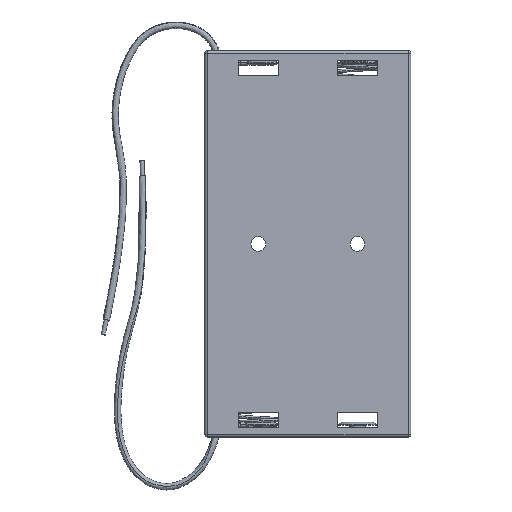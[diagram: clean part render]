
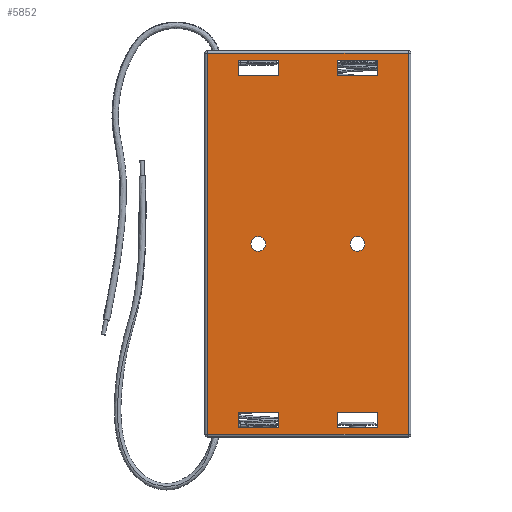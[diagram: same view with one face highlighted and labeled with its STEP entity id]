
A CAD part, front view. The second image highlights one B-rep face of the part: STEP entity #5852.
In plain terms, the highlighted planar face has unit normal (0, -1, 0).
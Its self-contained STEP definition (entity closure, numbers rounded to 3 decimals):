
#88=FACE_BOUND('',#876,.T.);
#89=FACE_BOUND('',#877,.T.);
#90=FACE_BOUND('',#878,.T.);
#91=FACE_BOUND('',#879,.T.);
#92=FACE_BOUND('',#880,.T.);
#93=FACE_BOUND('',#881,.T.);
#204=PLANE('',#6444);
#526=FACE_OUTER_BOUND('',#875,.T.);
#875=EDGE_LOOP('',(#5206,#5207,#5208,#5209));
#876=EDGE_LOOP('',(#5210,#5211,#5212,#5213));
#877=EDGE_LOOP('',(#5214));
#878=EDGE_LOOP('',(#5215,#5216,#5217,#5218));
#879=EDGE_LOOP('',(#5219,#5220,#5221,#5222));
#880=EDGE_LOOP('',(#5223));
#881=EDGE_LOOP('',(#5224,#5225,#5226,#5227));
#1046=CIRCLE('',#6166,1.45);
#1166=CIRCLE('',#6384,1.45);
#1488=LINE('',#13342,#1943);
#1508=LINE('',#13410,#1963);
#1511=LINE('',#13416,#1966);
#1514=LINE('',#13422,#1969);
#1517=LINE('',#13428,#1972);
#1534=LINE('',#13490,#1989);
#1535=LINE('',#13492,#1990);
#1606=LINE('',#18349,#2061);
#1611=LINE('',#18357,#2066);
#1670=LINE('',#19321,#2125);
#1678=LINE('',#19339,#2133);
#1708=LINE('',#19875,#2163);
#1711=LINE('',#19884,#2166);
#1712=LINE('',#19888,#2167);
#1716=LINE('',#19897,#2171);
#1735=LINE('',#19961,#2190);
#1737=LINE('',#19964,#2192);
#1739=LINE('',#19967,#2194);
#1741=LINE('',#19970,#2196);
#1742=LINE('',#19971,#2197);
#1943=VECTOR('',#7057,1000.);
#1963=VECTOR('',#7103,1000.);
#1966=VECTOR('',#7108,1000.);
#1969=VECTOR('',#7113,1000.);
#1972=VECTOR('',#7118,1000.);
#1989=VECTOR('',#7191,1000.);
#1990=VECTOR('',#7194,1000.);
#2061=VECTOR('',#7519,1000.);
#2066=VECTOR('',#7524,1000.);
#2125=VECTOR('',#7743,1000.);
#2133=VECTOR('',#7755,1000.);
#2163=VECTOR('',#7891,1000.);
#2166=VECTOR('',#7900,1000.);
#2167=VECTOR('',#7903,1000.);
#2171=VECTOR('',#7909,1000.);
#2190=VECTOR('',#7988,1000.);
#2192=VECTOR('',#7992,1000.);
#2194=VECTOR('',#7996,1000.);
#2196=VECTOR('',#8000,1000.);
#2197=VECTOR('',#8001,1000.);
#2449=VERTEX_POINT('',#13339);
#2450=VERTEX_POINT('',#13341);
#2476=VERTEX_POINT('',#13408);
#2477=VERTEX_POINT('',#13409);
#2478=VERTEX_POINT('',#13414);
#2479=VERTEX_POINT('',#13415);
#2480=VERTEX_POINT('',#13420);
#2481=VERTEX_POINT('',#13421);
#2482=VERTEX_POINT('',#13426);
#2483=VERTEX_POINT('',#13427);
#2509=VERTEX_POINT('',#13530);
#2613=VERTEX_POINT('',#18346);
#2614=VERTEX_POINT('',#18348);
#2685=VERTEX_POINT('',#19318);
#2686=VERTEX_POINT('',#19320);
#2716=VERTEX_POINT('',#19818);
#2735=VERTEX_POINT('',#19874);
#2738=VERTEX_POINT('',#19882);
#2739=VERTEX_POINT('',#19886);
#2740=VERTEX_POINT('',#19887);
#2743=VERTEX_POINT('',#19895);
#2744=VERTEX_POINT('',#19896);
#3108=EDGE_CURVE('',#2450,#2449,#1488,.T.);
#3138=EDGE_CURVE('',#2476,#2477,#1508,.T.);
#3141=EDGE_CURVE('',#2478,#2479,#1511,.T.);
#3144=EDGE_CURVE('',#2480,#2481,#1514,.T.);
#3147=EDGE_CURVE('',#2482,#2483,#1517,.T.);
#3179=EDGE_CURVE('',#2483,#2480,#1534,.T.);
#3180=EDGE_CURVE('',#2479,#2476,#1535,.T.);
#3199=EDGE_CURVE('',#2509,#2509,#1046,.T.);
#3363=EDGE_CURVE('',#2613,#2614,#1606,.T.);
#3368=EDGE_CURVE('',#2477,#2478,#1611,.T.);
#3478=EDGE_CURVE('',#2685,#2686,#1670,.T.);
#3488=EDGE_CURVE('',#2481,#2482,#1678,.T.);
#3525=EDGE_CURVE('',#2716,#2716,#1166,.T.);
#3552=EDGE_CURVE('',#2735,#2450,#1708,.T.);
#3557=EDGE_CURVE('',#2449,#2738,#1711,.T.);
#3558=EDGE_CURVE('',#2739,#2740,#1712,.T.);
#3562=EDGE_CURVE('',#2743,#2744,#1716,.T.);
#3595=EDGE_CURVE('',#2686,#2743,#1735,.T.);
#3597=EDGE_CURVE('',#2744,#2685,#1737,.T.);
#3599=EDGE_CURVE('',#2614,#2739,#1739,.T.);
#3601=EDGE_CURVE('',#2738,#2735,#1741,.T.);
#3602=EDGE_CURVE('',#2740,#2613,#1742,.T.);
#5206=ORIENTED_EDGE('',*,*,#3557,.T.);
#5207=ORIENTED_EDGE('',*,*,#3601,.T.);
#5208=ORIENTED_EDGE('',*,*,#3552,.T.);
#5209=ORIENTED_EDGE('',*,*,#3108,.T.);
#5210=ORIENTED_EDGE('',*,*,#3147,.F.);
#5211=ORIENTED_EDGE('',*,*,#3488,.F.);
#5212=ORIENTED_EDGE('',*,*,#3144,.F.);
#5213=ORIENTED_EDGE('',*,*,#3179,.F.);
#5214=ORIENTED_EDGE('',*,*,#3199,.F.);
#5215=ORIENTED_EDGE('',*,*,#3368,.F.);
#5216=ORIENTED_EDGE('',*,*,#3138,.F.);
#5217=ORIENTED_EDGE('',*,*,#3180,.F.);
#5218=ORIENTED_EDGE('',*,*,#3141,.F.);
#5219=ORIENTED_EDGE('',*,*,#3595,.F.);
#5220=ORIENTED_EDGE('',*,*,#3478,.F.);
#5221=ORIENTED_EDGE('',*,*,#3597,.F.);
#5222=ORIENTED_EDGE('',*,*,#3562,.F.);
#5223=ORIENTED_EDGE('',*,*,#3525,.F.);
#5224=ORIENTED_EDGE('',*,*,#3363,.F.);
#5225=ORIENTED_EDGE('',*,*,#3602,.F.);
#5226=ORIENTED_EDGE('',*,*,#3558,.F.);
#5227=ORIENTED_EDGE('',*,*,#3599,.F.);
#5852=ADVANCED_FACE('',(#526,#88,#89,#90,#91,#92,#93),#204,.F.);
#6166=AXIS2_PLACEMENT_3D('',#13531,#7245,#7246);
#6384=AXIS2_PLACEMENT_3D('',#19819,#7831,#7832);
#6444=AXIS2_PLACEMENT_3D('',#19969,#7998,#7999);
#7057=DIRECTION('',(0.,0.,1.));
#7103=DIRECTION('',(0.,0.,-1.));
#7108=DIRECTION('',(0.,0.,1.));
#7113=DIRECTION('',(0.,0.,1.));
#7118=DIRECTION('',(0.,0.,-1.));
#7191=DIRECTION('',(1.,0.,0.));
#7194=DIRECTION('',(-1.,0.,0.));
#7245=DIRECTION('center_axis',(0.,-1.,0.));
#7246=DIRECTION('ref_axis',(0.,0.,1.));
#7519=DIRECTION('',(1.,0.,0.));
#7524=DIRECTION('',(1.,0.,0.));
#7743=DIRECTION('',(-1.,0.,0.));
#7755=DIRECTION('',(-1.,0.,0.));
#7831=DIRECTION('center_axis',(0.,-1.,0.));
#7832=DIRECTION('ref_axis',(0.,0.,1.));
#7891=DIRECTION('',(1.,0.,0.));
#7900=DIRECTION('',(-1.,0.,0.));
#7903=DIRECTION('',(-1.,0.,0.));
#7909=DIRECTION('',(1.,0.,0.));
#7988=DIRECTION('',(0.,0.,-1.));
#7992=DIRECTION('',(0.,0.,1.));
#7996=DIRECTION('',(0.,0.,1.));
#7998=DIRECTION('center_axis',(0.,1.,0.));
#7999=DIRECTION('ref_axis',(1.,0.,0.));
#8000=DIRECTION('',(0.,0.,-1.));
#8001=DIRECTION('',(0.,0.,-1.));
#13339=CARTESIAN_POINT('',(29.5,-10.,37.5));
#13341=CARTESIAN_POINT('',(29.5,-10.,-37.5));
#13342=CARTESIAN_POINT('',(29.5,-10.,38.));
#13408=CARTESIAN_POINT('',(15.55,-10.,-33.1));
#13409=CARTESIAN_POINT('',(15.55,-10.,-36.1));
#13410=CARTESIAN_POINT('',(15.55,-10.,-36.1));
#13414=CARTESIAN_POINT('',(23.45,-10.,-36.1));
#13415=CARTESIAN_POINT('',(23.45,-10.,-33.1));
#13416=CARTESIAN_POINT('',(23.45,-10.,-36.1));
#13420=CARTESIAN_POINT('',(23.45,-10.,33.1));
#13421=CARTESIAN_POINT('',(23.45,-10.,36.1));
#13422=CARTESIAN_POINT('',(23.45,-10.,36.1));
#13426=CARTESIAN_POINT('',(15.55,-10.,36.1));
#13427=CARTESIAN_POINT('',(15.55,-10.,33.1));
#13428=CARTESIAN_POINT('',(15.55,-10.,36.1));
#13490=CARTESIAN_POINT('',(15.55,-10.,33.1));
#13492=CARTESIAN_POINT('',(15.55,-10.,-33.1));
#13530=CARTESIAN_POINT('',(19.5,-10.,-1.45));
#13531=CARTESIAN_POINT('Origin',(19.5,-10.,0.));
#18346=CARTESIAN_POINT('',(-3.95,-10.,-36.1));
#18348=CARTESIAN_POINT('',(3.95,-10.,-36.1));
#18349=CARTESIAN_POINT('',(-3.95,-10.,-36.1));
#18357=CARTESIAN_POINT('',(15.55,-10.,-36.1));
#19318=CARTESIAN_POINT('',(3.95,-10.,36.1));
#19320=CARTESIAN_POINT('',(-3.95,-10.,36.1));
#19321=CARTESIAN_POINT('',(-3.95,-10.,36.1));
#19339=CARTESIAN_POINT('',(15.55,-10.,36.1));
#19818=CARTESIAN_POINT('',(0.,-10.,-1.45));
#19819=CARTESIAN_POINT('Origin',(0.,-10.,0.));
#19874=CARTESIAN_POINT('',(-10.,-10.,-37.5));
#19875=CARTESIAN_POINT('',(10.5,-10.,-37.5));
#19882=CARTESIAN_POINT('',(-10.,-10.,37.5));
#19884=CARTESIAN_POINT('',(-49.5,-10.,37.5));
#19886=CARTESIAN_POINT('',(3.95,-10.,-33.1));
#19887=CARTESIAN_POINT('',(-3.95,-10.,-33.1));
#19888=CARTESIAN_POINT('',(-3.95,-10.,-33.1));
#19895=CARTESIAN_POINT('',(-3.95,-10.,33.1));
#19896=CARTESIAN_POINT('',(3.95,-10.,33.1));
#19897=CARTESIAN_POINT('',(-3.95,-10.,33.1));
#19961=CARTESIAN_POINT('',(-3.95,-10.,36.1));
#19964=CARTESIAN_POINT('',(3.95,-10.,36.1));
#19967=CARTESIAN_POINT('',(3.95,-10.,-36.1));
#19969=CARTESIAN_POINT('Origin',(-10.5,-10.,38.));
#19970=CARTESIAN_POINT('',(-10.,-10.,38.));
#19971=CARTESIAN_POINT('',(-3.95,-10.,-36.1));
